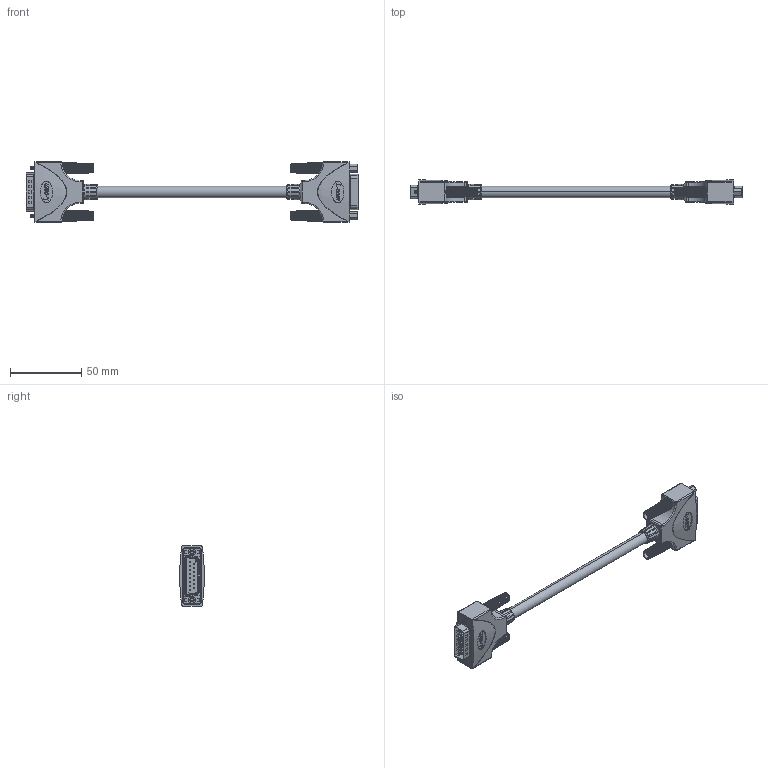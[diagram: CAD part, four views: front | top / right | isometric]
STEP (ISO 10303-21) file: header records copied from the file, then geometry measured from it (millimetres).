
FILE_DESCRIPTION (( 'STEP AP203' ), '1' );
FILE_NAME ('CSMUZ15MF.STEP', '2010-08-31T13:26:49', ( 'x' ), ( 'Microsoft' ), 'SwSTEP 2.0', 'SolidWorks 2010', '' );
FILE_SCHEMA (( 'CONFIG_CONTROL_DESIGN' ));
Length unit declared in the file: inch
Products named in the file (12): 1AL08-034; MTN-494; 1AJ06-040; CSMUZ15MF; SD15P; MTN-494_FEMALE; 1AY03-028; 1AJ06-040-MA1; MTN-393; SD15S; SDH-PROD
Assembly tree (17 placements, depth 4):
  CSMUZ15MF
    SDH-PROD  x2
    1AL08-034
    MTN-494
      1AJ06-040  x2
        1AJ06-040-MA1
        MTN-393
      SD15P
      MTN-494
      1AY03-028
    MTN-494_FEMALE
      1AJ06-040  x2
        1AJ06-040-MA1
        MTN-393
      MTN-494
      SD15S
      1AY03-028
Bounding box: 232.36 x 17.02 x 42.13 mm (x, y, z)
Volume: 34562.5 mm3; surface area: 37122.8 mm2
Topology: 17 solids, 17 shells, 2791 faces, 7002 edges, 4347 vertices
Faces by surface type: plane 1083, cylinder 774, cone 472, bspline 308, torus 100, sphere 54
Entity records: 57333 total; most frequent: CARTESIAN_POINT 20111, ORIENTED_EDGE 7456, DIRECTION 7403, EDGE_CURVE 3728, AXIS2_PLACEMENT_3D 2674, VERTEX_POINT 2342, LINE 2055, VECTOR 2055
